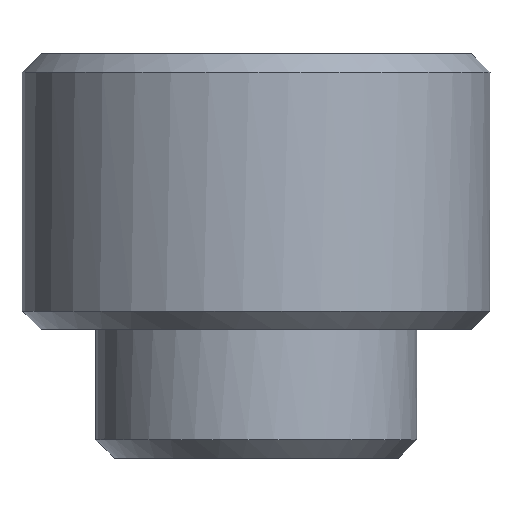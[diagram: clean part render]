
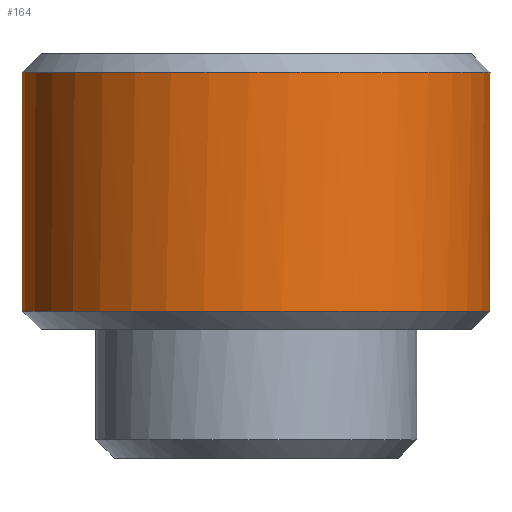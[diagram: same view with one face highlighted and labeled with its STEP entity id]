
A CAD part, front view. The second image highlights one B-rep face of the part: STEP entity #164.
In plain terms, the highlighted cylindrical face has radius 2.55 mm (diameter 5.1 mm), a full revolution.
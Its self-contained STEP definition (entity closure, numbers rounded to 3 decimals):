
#16=CYLINDRICAL_SURFACE('',#202,2.55);
#32=FACE_OUTER_BOUND('',#45,.T.);
#45=EDGE_LOOP('',(#141,#142,#143,#144,#145,#146));
#52=LINE('',#304,#59);
#59=VECTOR('',#257,2.55);
#62=CIRCLE('',#182,2.55);
#63=CIRCLE('',#183,2.55);
#71=CIRCLE('',#196,2.55);
#73=CIRCLE('',#198,2.55);
#76=VERTEX_POINT('',#265);
#77=VERTEX_POINT('',#267);
#85=VERTEX_POINT('',#291);
#86=VERTEX_POINT('',#292);
#91=EDGE_CURVE('',#76,#77,#62,.T.);
#92=EDGE_CURVE('',#77,#76,#63,.T.);
#102=EDGE_CURVE('',#85,#86,#71,.T.);
#105=EDGE_CURVE('',#86,#85,#73,.T.);
#108=EDGE_CURVE('',#85,#77,#52,.T.);
#141=ORIENTED_EDGE('',*,*,#102,.F.);
#142=ORIENTED_EDGE('',*,*,#108,.T.);
#143=ORIENTED_EDGE('',*,*,#91,.F.);
#144=ORIENTED_EDGE('',*,*,#92,.F.);
#145=ORIENTED_EDGE('',*,*,#108,.F.);
#146=ORIENTED_EDGE('',*,*,#105,.F.);
#164=ADVANCED_FACE('',(#32),#16,.T.);
#182=AXIS2_PLACEMENT_3D('',#268,#211,#212);
#183=AXIS2_PLACEMENT_3D('',#269,#213,#214);
#196=AXIS2_PLACEMENT_3D('',#293,#241,#242);
#198=AXIS2_PLACEMENT_3D('',#297,#246,#247);
#202=AXIS2_PLACEMENT_3D('',#303,#255,#256);
#211=DIRECTION('center_axis',(0.,0.,
1.));
#212=DIRECTION('ref_axis',(-0.814,0.581,0.));
#213=DIRECTION('center_axis',(0.,0.,
1.));
#214=DIRECTION('ref_axis',(-0.814,0.581,0.));
#241=DIRECTION('center_axis',(0.,0.,
-1.));
#242=DIRECTION('ref_axis',(-0.814,-0.581,0.));
#246=DIRECTION('center_axis',(0.,0.,
-1.));
#247=DIRECTION('ref_axis',(-0.814,-0.581,0.));
#255=DIRECTION('center_axis',(0.,0.,-1.));
#256=DIRECTION('ref_axis',(1.,0.,0.));
#257=DIRECTION('',(0.,0.,1.));
#265=CARTESIAN_POINT('',(52.075,1.482,4.8));
#267=CARTESIAN_POINT('',(47.45,0.,4.8));
#268=CARTESIAN_POINT('Origin',(50.,0.,4.8));
#269=CARTESIAN_POINT('Origin',(50.,0.,4.8));
#291=CARTESIAN_POINT('',(47.45,0.,2.2));
#292=CARTESIAN_POINT('',(52.075,-1.482,2.2));
#293=CARTESIAN_POINT('Origin',(50.,0.,2.2));
#297=CARTESIAN_POINT('Origin',(50.,0.,2.2));
#303=CARTESIAN_POINT('Origin',(50.,0.,0.988));
#304=CARTESIAN_POINT('',(47.45,0.,0.988));
